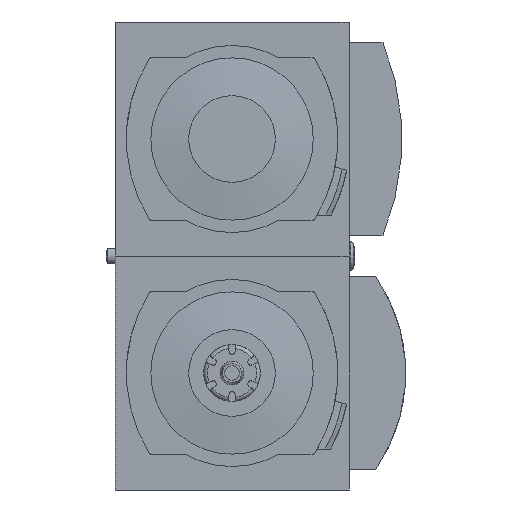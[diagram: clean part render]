
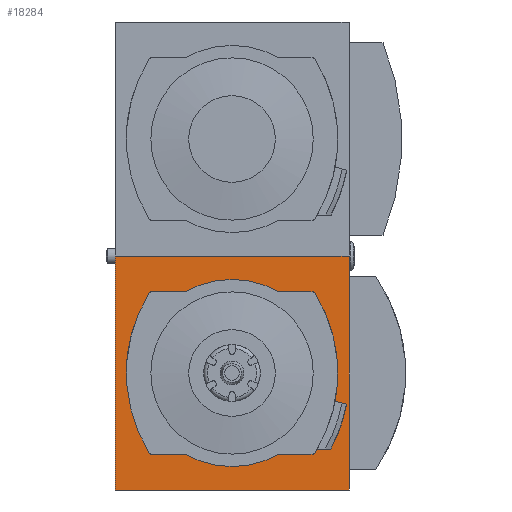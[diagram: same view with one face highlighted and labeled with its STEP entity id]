
A CAD part, front view. The second image highlights one B-rep face of the part: STEP entity #18284.
In plain terms, the highlighted planar face has unit normal (0, -1, 0).
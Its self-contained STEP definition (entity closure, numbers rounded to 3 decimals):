
#407=PLANE('',#19287);
#1017=CIRCLE('',#19279,40.);
#1019=CIRCLE('',#19281,40.);
#1023=CIRCLE('',#19286,40.);
#1024=CIRCLE('',#19288,41.2);
#1025=CIRCLE('',#19289,0.5);
#1026=CIRCLE('',#19290,24.8);
#1027=CIRCLE('',#19291,0.5);
#1028=CIRCLE('',#19292,0.5);
#1029=CIRCLE('',#19293,24.8);
#1030=CIRCLE('',#19294,0.5);
#3254=ORIENTED_EDGE('',*,*,#6247,.F.);
#3255=ORIENTED_EDGE('',*,*,#6248,.F.);
#3256=ORIENTED_EDGE('',*,*,#6249,.F.);
#3257=ORIENTED_EDGE('',*,*,#6250,.F.);
#3258=ORIENTED_EDGE('',*,*,#6236,.T.);
#3259=ORIENTED_EDGE('',*,*,#6251,.F.);
#3260=ORIENTED_EDGE('',*,*,#6252,.F.);
#3261=ORIENTED_EDGE('',*,*,#6253,.F.);
#3262=ORIENTED_EDGE('',*,*,#6232,.T.);
#3263=ORIENTED_EDGE('',*,*,#6254,.T.);
#3264=ORIENTED_EDGE('',*,*,#6255,.T.);
#3265=ORIENTED_EDGE('',*,*,#6256,.T.);
#3266=ORIENTED_EDGE('',*,*,#6257,.T.);
#3267=ORIENTED_EDGE('',*,*,#6258,.T.);
#3268=ORIENTED_EDGE('',*,*,#6244,.T.);
#3269=ORIENTED_EDGE('',*,*,#6259,.T.);
#3270=ORIENTED_EDGE('',*,*,#6260,.T.);
#3271=ORIENTED_EDGE('',*,*,#6261,.T.);
#3272=ORIENTED_EDGE('',*,*,#6262,.T.);
#3273=ORIENTED_EDGE('',*,*,#6263,.T.);
#6232=EDGE_CURVE('',#7870,#7869,#1017,.T.);
#6236=EDGE_CURVE('',#7866,#7873,#1019,.T.);
#6244=EDGE_CURVE('',#7878,#7881,#1023,.T.);
#6247=EDGE_CURVE('',#7882,#7883,#9211,.T.);
#6248=EDGE_CURVE('',#7884,#7882,#9212,.T.);
#6249=EDGE_CURVE('',#7885,#7884,#9213,.T.);
#6250=EDGE_CURVE('',#7883,#7885,#9214,.T.);
#6251=EDGE_CURVE('',#7886,#7873,#9215,.T.);
#6252=EDGE_CURVE('',#7887,#7886,#1024,.F.);
#6253=EDGE_CURVE('',#7870,#7887,#9216,.T.);
#6254=EDGE_CURVE('',#7869,#7888,#1025,.T.);
#6255=EDGE_CURVE('',#7888,#7889,#9217,.T.);
#6256=EDGE_CURVE('',#7889,#7890,#1026,.T.);
#6257=EDGE_CURVE('',#7890,#7891,#9218,.T.);
#6258=EDGE_CURVE('',#7891,#7878,#1027,.T.);
#6259=EDGE_CURVE('',#7881,#7892,#1028,.T.);
#6260=EDGE_CURVE('',#7892,#7893,#9219,.T.);
#6261=EDGE_CURVE('',#7893,#7894,#1029,.T.);
#6262=EDGE_CURVE('',#7894,#7895,#9220,.T.);
#6263=EDGE_CURVE('',#7895,#7866,#1030,.T.);
#7866=VERTEX_POINT('',#26242);
#7869=VERTEX_POINT('',#26247);
#7870=VERTEX_POINT('',#26249);
#7873=VERTEX_POINT('',#26255);
#7878=VERTEX_POINT('',#26267);
#7881=VERTEX_POINT('',#26272);
#7882=VERTEX_POINT('',#26278);
#7883=VERTEX_POINT('',#26279);
#7884=VERTEX_POINT('',#26281);
#7885=VERTEX_POINT('',#26283);
#7886=VERTEX_POINT('',#26286);
#7887=VERTEX_POINT('',#26288);
#7888=VERTEX_POINT('',#26291);
#7889=VERTEX_POINT('',#26293);
#7890=VERTEX_POINT('',#26295);
#7891=VERTEX_POINT('',#26297);
#7892=VERTEX_POINT('',#26300);
#7893=VERTEX_POINT('',#26302);
#7894=VERTEX_POINT('',#26304);
#7895=VERTEX_POINT('',#26306);
#9211=LINE('',#26277,#10536);
#9212=LINE('',#26280,#10537);
#9213=LINE('',#26282,#10538);
#9214=LINE('',#26284,#10539);
#9215=LINE('',#26285,#10540);
#9216=LINE('',#26289,#10541);
#9217=LINE('',#26292,#10542);
#9218=LINE('',#26296,#10543);
#9219=LINE('',#26301,#10544);
#9220=LINE('',#26305,#10545);
#10536=VECTOR('',#21873,1000.);
#10537=VECTOR('',#21874,1000.);
#10538=VECTOR('',#21875,1000.);
#10539=VECTOR('',#21876,1000.);
#10540=VECTOR('',#21877,1000.);
#10541=VECTOR('',#21880,1000.);
#10542=VECTOR('',#21883,1000.);
#10543=VECTOR('',#21886,1000.);
#10544=VECTOR('',#21891,1000.);
#10545=VECTOR('',#21894,1000.);
#11513=EDGE_LOOP('',(#3254,#3255,#3256,#3257));
#11514=EDGE_LOOP('',(#3258,#3259,#3260,#3261,#3262,#3263,#3264,#3265,#3266,
#3267,#3268,#3269,#3270,#3271,#3272,#3273));
#12370=FACE_BOUND('',#11513,.T.);
#12371=FACE_BOUND('',#11514,.T.);
#18284=ADVANCED_FACE('',(#12370,#12371),#407,.F.);
#19279=AXIS2_PLACEMENT_3D('',#26248,#21847,#21848);
#19281=AXIS2_PLACEMENT_3D('',#26256,#21853,#21854);
#19286=AXIS2_PLACEMENT_3D('',#26273,#21867,#21868);
#19287=AXIS2_PLACEMENT_3D('',#26276,#21871,#21872);
#19288=AXIS2_PLACEMENT_3D('',#26287,#21878,#21879);
#19289=AXIS2_PLACEMENT_3D('',#26290,#21881,#21882);
#19290=AXIS2_PLACEMENT_3D('',#26294,#21884,#21885);
#19291=AXIS2_PLACEMENT_3D('',#26298,#21887,#21888);
#19292=AXIS2_PLACEMENT_3D('',#26299,#21889,#21890);
#19293=AXIS2_PLACEMENT_3D('',#26303,#21892,#21893);
#19294=AXIS2_PLACEMENT_3D('',#26307,#21895,#21896);
#21847=DIRECTION('',(0.,1.,0.));
#21848=DIRECTION('',(1.,0.,0.));
#21853=DIRECTION('',(0.,1.,0.));
#21854=DIRECTION('',(1.,0.,0.));
#21867=DIRECTION('',(0.,1.,0.));
#21868=DIRECTION('',(1.,0.,0.));
#21871=DIRECTION('',(0.,1.,0.));
#21872=DIRECTION('',(0.,0.,1.));
#21873=DIRECTION('',(-1.,0.,0.));
#21874=DIRECTION('',(0.,0.,-1.));
#21875=DIRECTION('',(1.,0.,0.));
#21876=DIRECTION('',(0.,0.,1.));
#21877=DIRECTION('',(-0.966,0.,0.259));
#21878=DIRECTION('',(0.,1.,0.));
#21879=DIRECTION('',(0.,0.,1.));
#21880=DIRECTION('',(1.,0.,0.));
#21881=DIRECTION('',(0.,1.,0.));
#21882=DIRECTION('',(1.,0.,0.));
#21883=DIRECTION('',(-1.,0.,0.));
#21884=DIRECTION('',(0.,1.,0.));
#21885=DIRECTION('',(1.,0.,0.));
#21886=DIRECTION('',(-1.,0.,0.));
#21887=DIRECTION('',(0.,1.,0.));
#21888=DIRECTION('',(1.,0.,0.));
#21889=DIRECTION('',(0.,1.,0.));
#21890=DIRECTION('',(1.,0.,0.));
#21891=DIRECTION('',(1.,0.,0.));
#21892=DIRECTION('',(0.,1.,0.));
#21893=DIRECTION('',(1.,0.,0.));
#21894=DIRECTION('',(1.,0.,0.));
#21895=DIRECTION('',(0.,1.,0.));
#21896=DIRECTION('',(1.,0.,0.));
#26242=CARTESIAN_POINT('',(21.879,-45.5,21.266));
#26247=CARTESIAN_POINT('',(21.879,-45.5,-21.266));
#26248=CARTESIAN_POINT('',(-12.,-45.5,0.));
#26249=CARTESIAN_POINT('',(22.554,-45.5,-20.15));
#26255=CARTESIAN_POINT('',(27.298,-45.5,-7.463));
#26256=CARTESIAN_POINT('',(-12.,-45.5,0.));
#26267=CARTESIAN_POINT('',(-21.879,-45.5,-21.266));
#26272=CARTESIAN_POINT('',(-21.879,-45.5,21.266));
#26273=CARTESIAN_POINT('',(12.,-45.5,0.));
#26276=CARTESIAN_POINT('',(0.,-45.5,0.));
#26277=CARTESIAN_POINT('',(31.,-45.5,-31.));
#26278=CARTESIAN_POINT('',(31.,-45.5,-31.));
#26279=CARTESIAN_POINT('',(-31.,-45.5,-31.));
#26280=CARTESIAN_POINT('',(31.,-45.5,31.));
#26281=CARTESIAN_POINT('',(31.,-45.5,31.));
#26282=CARTESIAN_POINT('',(-31.,-45.5,31.));
#26283=CARTESIAN_POINT('',(-31.,-45.5,31.));
#26284=CARTESIAN_POINT('',(-31.,-45.5,-31.));
#26285=CARTESIAN_POINT('',(30.42,-45.5,-8.3));
#26286=CARTESIAN_POINT('',(28.46,-45.5,-7.775));
#26287=CARTESIAN_POINT('',(-12.,-45.5,0.));
#26288=CARTESIAN_POINT('',(23.936,-45.5,-20.15));
#26289=CARTESIAN_POINT('',(0.,-45.5,-20.15));
#26290=CARTESIAN_POINT('',(21.455,-45.5,-21.));
#26291=CARTESIAN_POINT('',(21.455,-45.5,-21.5));
#26292=CARTESIAN_POINT('',(21.455,-45.5,-21.5));
#26293=CARTESIAN_POINT('',(12.361,-45.5,-21.5));
#26294=CARTESIAN_POINT('',(0.,-45.5,0.));
#26295=CARTESIAN_POINT('',(-12.361,-45.5,-21.5));
#26296=CARTESIAN_POINT('',(-12.361,-45.5,-21.5));
#26297=CARTESIAN_POINT('',(-21.455,-45.5,-21.5));
#26298=CARTESIAN_POINT('',(-21.455,-45.5,-21.));
#26299=CARTESIAN_POINT('',(-21.455,-45.5,21.));
#26300=CARTESIAN_POINT('',(-21.455,-45.5,21.5));
#26301=CARTESIAN_POINT('',(-21.455,-45.5,21.5));
#26302=CARTESIAN_POINT('',(-12.361,-45.5,21.5));
#26303=CARTESIAN_POINT('',(0.,-45.5,0.));
#26304=CARTESIAN_POINT('',(12.361,-45.5,21.5));
#26305=CARTESIAN_POINT('',(12.361,-45.5,21.5));
#26306=CARTESIAN_POINT('',(21.455,-45.5,21.5));
#26307=CARTESIAN_POINT('',(21.455,-45.5,21.));
